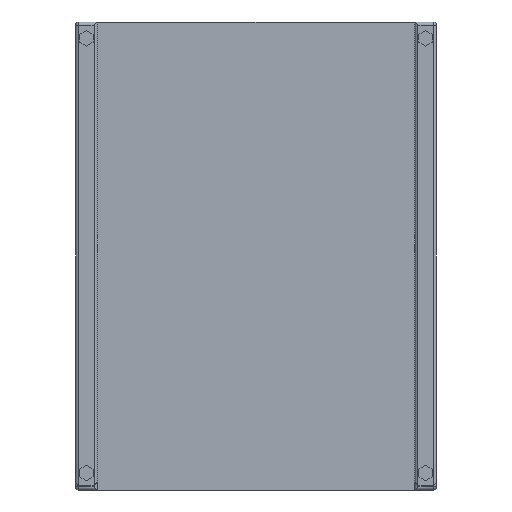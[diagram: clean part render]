
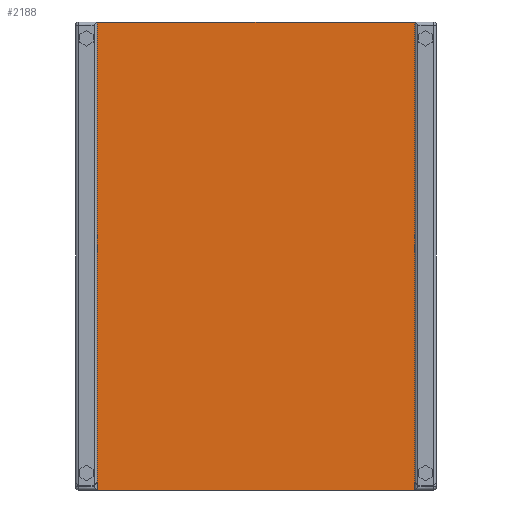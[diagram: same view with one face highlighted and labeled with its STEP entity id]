
A CAD part, left-side view. The second image highlights one B-rep face of the part: STEP entity #2188.
In plain terms, the highlighted planar face has unit normal (-1, 0, 0).
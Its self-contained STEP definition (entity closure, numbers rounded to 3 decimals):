
#78 = PLANE('',#79);
#79 = AXIS2_PLACEMENT_3D('',#80,#81,#82);
#80 = CARTESIAN_POINT('',(38.998,-63.525,0.));
#81 = DIRECTION('',(0.,0.,1.));
#82 = DIRECTION('',(1.,0.,0.));
#327 = VERTEX_POINT('',#328);
#328 = CARTESIAN_POINT('',(50.9,-9.,0.));
#342 = PLANE('',#343);
#343 = AXIS2_PLACEMENT_3D('',#344,#345,#346);
#344 = CARTESIAN_POINT('',(50.9,-9.,0.));
#345 = DIRECTION('',(0.,-1.,0.));
#346 = DIRECTION('',(-1.,0.,0.));
#354 = EDGE_CURVE('',#355,#327,#357,.T.);
#355 = VERTEX_POINT('',#356);
#356 = CARTESIAN_POINT('',(50.9,-118.05,0.));
#357 = SURFACE_CURVE('',#358,(#362,#369),.PCURVE_S1.);
#358 = LINE('',#359,#360);
#359 = CARTESIAN_POINT('',(50.9,-118.05,0.));
#360 = VECTOR('',#361,1.);
#361 = DIRECTION('',(0.,1.,0.));
#362 = PCURVE('',#78,#363);
#363 = DEFINITIONAL_REPRESENTATION('',(#364),#368);
#364 = LINE('',#365,#366);
#365 = CARTESIAN_POINT('',(11.902,-54.525));
#366 = VECTOR('',#367,1.);
#367 = DIRECTION('',(0.,1.));
#368 = ( GEOMETRIC_REPRESENTATION_CONTEXT(2) 
PARAMETRIC_REPRESENTATION_CONTEXT() REPRESENTATION_CONTEXT('2D SPACE',''
  ) );
#369 = PCURVE('',#370,#375);
#370 = PLANE('',#371);
#371 = AXIS2_PLACEMENT_3D('',#372,#373,#374);
#372 = CARTESIAN_POINT('',(50.9,-118.05,0.));
#373 = DIRECTION('',(-1.,0.,0.));
#374 = DIRECTION('',(0.,1.,0.));
#375 = DEFINITIONAL_REPRESENTATION('',(#376),#380);
#376 = LINE('',#377,#378);
#377 = CARTESIAN_POINT('',(0.,0.));
#378 = VECTOR('',#379,1.);
#379 = DIRECTION('',(1.,0.));
#380 = ( GEOMETRIC_REPRESENTATION_CONTEXT(2) 
PARAMETRIC_REPRESENTATION_CONTEXT() REPRESENTATION_CONTEXT('2D SPACE',''
  ) );
#398 = PLANE('',#399);
#399 = AXIS2_PLACEMENT_3D('',#400,#401,#402);
#400 = CARTESIAN_POINT('',(11.8,-118.05,0.));
#401 = DIRECTION('',(0.,1.,0.));
#402 = DIRECTION('',(1.,0.,0.));
#1497 = PLANE('',#1498);
#1498 = AXIS2_PLACEMENT_3D('',#1499,#1500,#1501);
#1499 = CARTESIAN_POINT('',(38.998,-63.525,151.8));
#1500 = DIRECTION('',(0.,0.,1.));
#1501 = DIRECTION('',(1.,0.,0.));
#2094 = EDGE_CURVE('',#327,#2095,#2097,.T.);
#2095 = VERTEX_POINT('',#2096);
#2096 = CARTESIAN_POINT('',(50.9,-9.,151.8));
#2097 = SURFACE_CURVE('',#2098,(#2102,#2109),.PCURVE_S1.);
#2098 = LINE('',#2099,#2100);
#2099 = CARTESIAN_POINT('',(50.9,-9.,0.));
#2100 = VECTOR('',#2101,1.);
#2101 = DIRECTION('',(0.,0.,1.));
#2102 = PCURVE('',#342,#2103);
#2103 = DEFINITIONAL_REPRESENTATION('',(#2104),#2108);
#2104 = LINE('',#2105,#2106);
#2105 = CARTESIAN_POINT('',(0.,-0.));
#2106 = VECTOR('',#2107,1.);
#2107 = DIRECTION('',(0.,-1.));
#2108 = ( GEOMETRIC_REPRESENTATION_CONTEXT(2) 
PARAMETRIC_REPRESENTATION_CONTEXT() REPRESENTATION_CONTEXT('2D SPACE',''
  ) );
#2109 = PCURVE('',#370,#2110);
#2110 = DEFINITIONAL_REPRESENTATION('',(#2111),#2115);
#2111 = LINE('',#2112,#2113);
#2112 = CARTESIAN_POINT('',(109.05,0.));
#2113 = VECTOR('',#2114,1.);
#2114 = DIRECTION('',(0.,-1.));
#2115 = ( GEOMETRIC_REPRESENTATION_CONTEXT(2) 
PARAMETRIC_REPRESENTATION_CONTEXT() REPRESENTATION_CONTEXT('2D SPACE',''
  ) );
#2145 = VERTEX_POINT('',#2146);
#2146 = CARTESIAN_POINT('',(50.9,-118.05,151.8));
#2167 = EDGE_CURVE('',#355,#2145,#2168,.T.);
#2168 = SURFACE_CURVE('',#2169,(#2173,#2180),.PCURVE_S1.);
#2169 = LINE('',#2170,#2171);
#2170 = CARTESIAN_POINT('',(50.9,-118.05,0.));
#2171 = VECTOR('',#2172,1.);
#2172 = DIRECTION('',(0.,0.,1.));
#2173 = PCURVE('',#398,#2174);
#2174 = DEFINITIONAL_REPRESENTATION('',(#2175),#2179);
#2175 = LINE('',#2176,#2177);
#2176 = CARTESIAN_POINT('',(39.1,0.));
#2177 = VECTOR('',#2178,1.);
#2178 = DIRECTION('',(0.,-1.));
#2179 = ( GEOMETRIC_REPRESENTATION_CONTEXT(2) 
PARAMETRIC_REPRESENTATION_CONTEXT() REPRESENTATION_CONTEXT('2D SPACE',''
  ) );
#2180 = PCURVE('',#370,#2181);
#2181 = DEFINITIONAL_REPRESENTATION('',(#2182),#2186);
#2182 = LINE('',#2183,#2184);
#2183 = CARTESIAN_POINT('',(0.,0.));
#2184 = VECTOR('',#2185,1.);
#2185 = DIRECTION('',(0.,-1.));
#2186 = ( GEOMETRIC_REPRESENTATION_CONTEXT(2) 
PARAMETRIC_REPRESENTATION_CONTEXT() REPRESENTATION_CONTEXT('2D SPACE',''
  ) );
#2188 = ADVANCED_FACE('',(#2189),#370,.T.);
#2189 = FACE_BOUND('',#2190,.T.);
#2190 = EDGE_LOOP('',(#2191,#2192,#2213,#2214));
#2191 = ORIENTED_EDGE('',*,*,#2167,.T.);
#2192 = ORIENTED_EDGE('',*,*,#2193,.T.);
#2193 = EDGE_CURVE('',#2145,#2095,#2194,.T.);
#2194 = SURFACE_CURVE('',#2195,(#2199,#2206),.PCURVE_S1.);
#2195 = LINE('',#2196,#2197);
#2196 = CARTESIAN_POINT('',(50.9,-118.05,151.8));
#2197 = VECTOR('',#2198,1.);
#2198 = DIRECTION('',(0.,1.,0.));
#2199 = PCURVE('',#370,#2200);
#2200 = DEFINITIONAL_REPRESENTATION('',(#2201),#2205);
#2201 = LINE('',#2202,#2203);
#2202 = CARTESIAN_POINT('',(0.,-151.8));
#2203 = VECTOR('',#2204,1.);
#2204 = DIRECTION('',(1.,0.));
#2205 = ( GEOMETRIC_REPRESENTATION_CONTEXT(2) 
PARAMETRIC_REPRESENTATION_CONTEXT() REPRESENTATION_CONTEXT('2D SPACE',''
  ) );
#2206 = PCURVE('',#1497,#2207);
#2207 = DEFINITIONAL_REPRESENTATION('',(#2208),#2212);
#2208 = LINE('',#2209,#2210);
#2209 = CARTESIAN_POINT('',(11.902,-54.525));
#2210 = VECTOR('',#2211,1.);
#2211 = DIRECTION('',(0.,1.));
#2212 = ( GEOMETRIC_REPRESENTATION_CONTEXT(2) 
PARAMETRIC_REPRESENTATION_CONTEXT() REPRESENTATION_CONTEXT('2D SPACE',''
  ) );
#2213 = ORIENTED_EDGE('',*,*,#2094,.F.);
#2214 = ORIENTED_EDGE('',*,*,#354,.F.);
